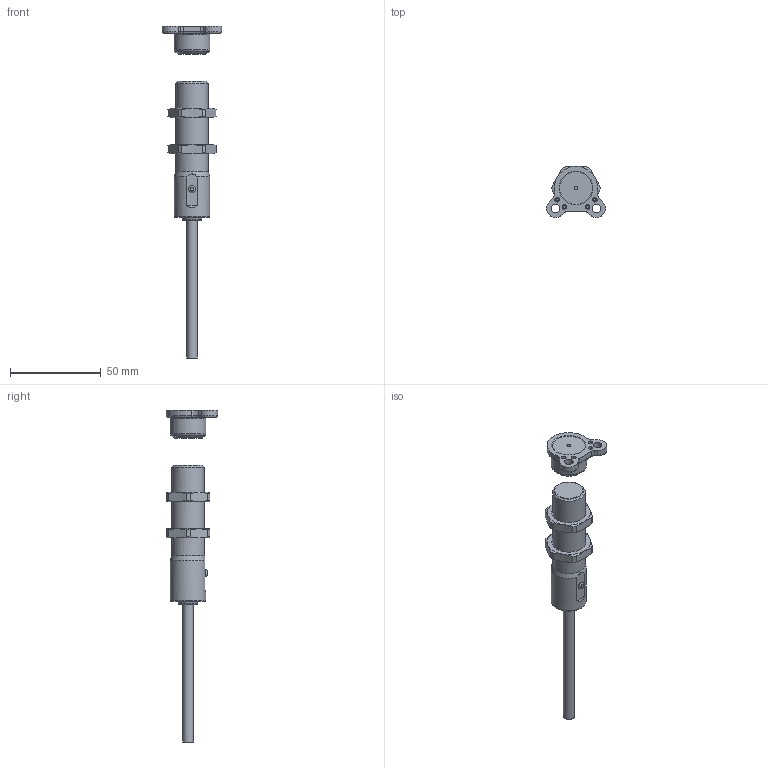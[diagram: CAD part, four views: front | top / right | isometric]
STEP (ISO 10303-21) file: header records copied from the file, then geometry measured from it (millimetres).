
FILE_DESCRIPTION (( 'STEP AP214' ), '1' );
FILE_NAME ('413-BPF.STEP', '2020-04-21T11:03:16', ( '' ), ( '' ), 'SwSTEP 2.0', 'SolidWorks 2019', '' );
FILE_SCHEMA (( 'AUTOMOTIVE_DESIGN' ));
Length unit declared in the file: inch
Products named in the file (1): 413-BPF
Bounding box: 32.65 x 28.32 x 183.15 mm (x, y, z)
Volume: 29028 mm3; surface area: 14243.5 mm2
Topology: 8 solids, 8 shells, 178 faces, 393 edges, 247 vertices
Faces by surface type: plane 51, cylinder 50, cone 38, torus 30, bspline 8, sphere 1
Full cylindrical faces by diameter (mm): 1.4 x1, 2 x1, 2.5 x4, 2.8 x1, 3 x1, 3.1 x1, 3.8 x1, 4.7 x2, 6 x1, 6.4 x1, 11.4 x1, 13.4 x1, 13.8 x2, 15.8 x1, 16 x1, 16.4 x1, 18 x3, 19.5 x1, 19.7 x1
Entity records: 6726 total; most frequent: CARTESIAN_POINT 3175, DIRECTION 738, ORIENTED_EDGE 582, AXIS2_PLACEMENT_3D 342, EDGE_CURVE 291, EDGE_LOOP 274, FACE_OUTER_BOUND 227, VERTEX_POINT 213
